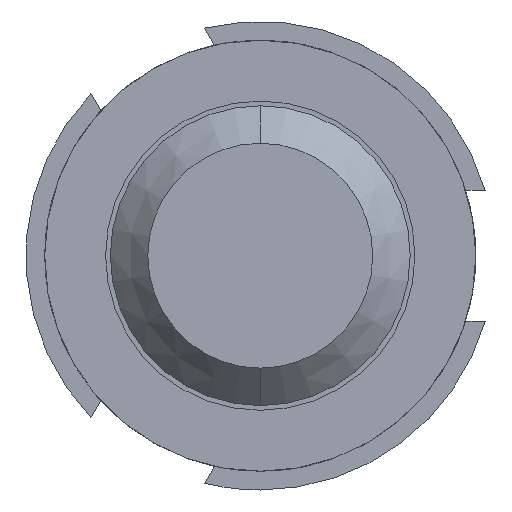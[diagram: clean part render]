
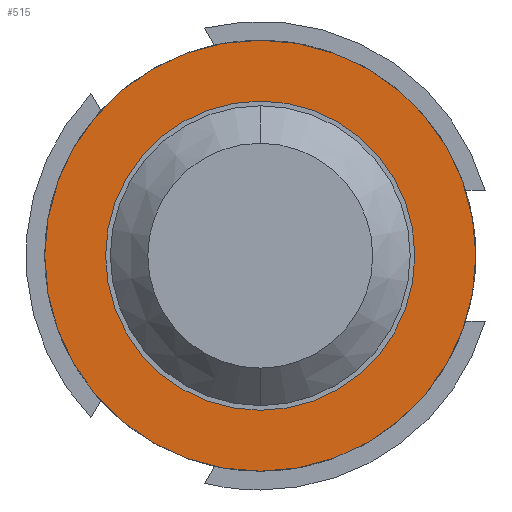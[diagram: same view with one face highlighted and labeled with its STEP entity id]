
A CAD part, front view. The second image highlights one B-rep face of the part: STEP entity #515.
In plain terms, the highlighted planar face has unit normal (0, -1, 0).
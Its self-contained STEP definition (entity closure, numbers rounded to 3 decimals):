
#409 = ORIENTED_EDGE ( 'NONE', *, *, #4423, .F. ) ;
#468 = PLANE ( 'NONE',  #3681 ) ;
#485 = CARTESIAN_POINT ( 'NONE',  ( 0.825, -1.5, 0. ) ) ;
#515 = ADVANCED_FACE ( 'Defeature ausgef�hrt7_46', ( #2731, #2674 ), #468, .F. ) ;
#594 = CARTESIAN_POINT ( 'NONE',  ( 0., -1.5, 0. ) ) ;
#852 = EDGE_LOOP ( 'NONE', ( #409, #4391 ) ) ;
#1034 = VERTEX_POINT ( 'NONE', #4124 ) ;
#1079 = DIRECTION ( 'NONE',  ( 0., 1., 0. ) ) ;
#1194 = VERTEX_POINT ( 'NONE', #3836 ) ;
#1397 = DIRECTION ( 'NONE',  ( 0., 0., 1. ) ) ;
#1442 = CIRCLE ( 'NONE', #4494, 1.15 ) ;
#1445 = DIRECTION ( 'NONE',  ( 0., 0., 1. ) ) ;
#1582 = DIRECTION ( 'NONE',  ( 0., 1., 0. ) ) ;
#1725 = DIRECTION ( 'NONE',  ( 0., 0., 1. ) ) ;
#1735 = VERTEX_POINT ( 'NONE', #4132 ) ;
#1848 = EDGE_CURVE ( 'Defeature ausgef�hrt7_42+Defeature ausgef�hrt7_46+Defeature ausgef�hrt7_46+Defeature ausgef�hrt7_46', #1194, #3618, #1442, .T. ) ;
#1945 = DIRECTION ( 'NONE',  ( 0., 1., 0. ) ) ;
#2146 = EDGE_LOOP ( 'NONE', ( #2299, #2612 ) ) ;
#2151 = CARTESIAN_POINT ( 'NONE',  ( 0., -1.5, 0. ) ) ;
#2299 = ORIENTED_EDGE ( 'NONE', *, *, #4201, .T. ) ;
#2612 = ORIENTED_EDGE ( 'NONE', *, *, #3611, .T. ) ;
#2635 = DIRECTION ( 'NONE',  ( 0., 0., 1. ) ) ;
#2674 = FACE_BOUND ( 'NONE', #2146, .T. ) ;
#2731 = FACE_OUTER_BOUND ( 'NONE', #852, .T. ) ;
#3205 = DIRECTION ( 'NONE',  ( 0., 1., 0. ) ) ;
#3306 = CIRCLE ( 'NONE', #3395, 0.825 ) ;
#3369 = AXIS2_PLACEMENT_3D ( 'NONE', #3390, #1582, #2635 ) ;
#3390 = CARTESIAN_POINT ( 'NONE',  ( 0., -1.5, 0. ) ) ;
#3395 = AXIS2_PLACEMENT_3D ( 'NONE', #3944, #3205, #1397 ) ;
#3537 = DIRECTION ( 'NONE',  ( 0., 1., 0. ) ) ;
#3555 = CARTESIAN_POINT ( 'NONE',  ( 0., -1.5, 1.15 ) ) ;
#3611 = EDGE_CURVE ( 'Defeature ausgef�hrt7_46+Defeature ausgef�hrt7_45+Defeature ausgef�hrt7_45+Defeature ausgef�hrt7_45', #1034, #1735, #3306, .T. ) ;
#3618 = VERTEX_POINT ( 'NONE', #3555 ) ;
#3681 = AXIS2_PLACEMENT_3D ( 'NONE', #485, #1945, #4102 ) ;
#3836 = CARTESIAN_POINT ( 'NONE',  ( 0., -1.5, -1.15 ) ) ;
#3944 = CARTESIAN_POINT ( 'NONE',  ( 0., -1.5, 0. ) ) ;
#4102 = DIRECTION ( 'NONE',  ( 0., 0., 1. ) ) ;
#4124 = CARTESIAN_POINT ( 'NONE',  ( 0., -1.5, -0.825 ) ) ;
#4132 = CARTESIAN_POINT ( 'NONE',  ( 0., -1.5, 0.825 ) ) ;
#4201 = EDGE_CURVE ( 'Defeature ausgef�hrt7_46+Defeature ausgef�hrt7_45+Defeature ausgef�hrt7_45+Defeature ausgef�hrt7_45', #1735, #1034, #4202, .T. ) ;
#4202 = CIRCLE ( 'NONE', #4350, 0.825 ) ;
#4255 = CIRCLE ( 'NONE', #3369, 1.15 ) ;
#4350 = AXIS2_PLACEMENT_3D ( 'NONE', #2151, #1079, #1445 ) ;
#4391 = ORIENTED_EDGE ( 'NONE', *, *, #1848, .F. ) ;
#4423 = EDGE_CURVE ( 'Defeature ausgef�hrt7_42+Defeature ausgef�hrt7_46+Defeature ausgef�hrt7_46+Defeature ausgef�hrt7_46', #3618, #1194, #4255, .T. ) ;
#4494 = AXIS2_PLACEMENT_3D ( 'NONE', #594, #3537, #1725 ) ;
